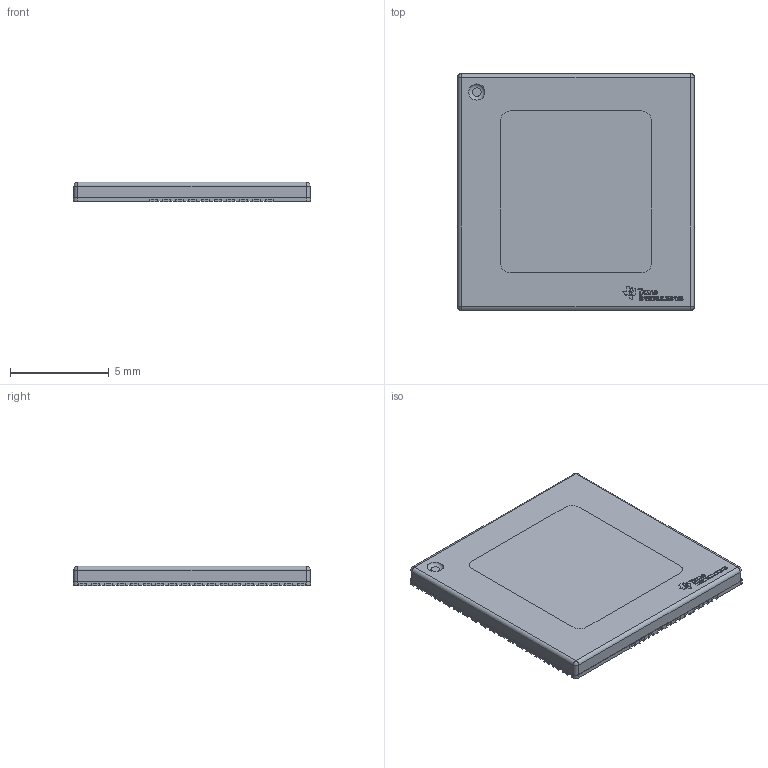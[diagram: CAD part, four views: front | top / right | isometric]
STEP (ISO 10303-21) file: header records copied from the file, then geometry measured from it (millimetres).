
FILE_DESCRIPTION(/* description */ (''),/* implementation_level */ '2;1');
FILE_NAME(/* name */ '1.stp',/* time_stamp */ '2020-06-22T19:02:01+02:00',/* author */ ('k'),/* organization */ (''),/* preprocessor_version */ 'ST-DEVELOPER v15.6',/* originating_system */ 'Autodesk Inventor 2015',/* authorisation */ '');
FILE_SCHEMA (('AUTOMOTIVE_DESIGN { 1 0 10303 214 3 1 1 }'));
Length unit declared in the file: millimetre
Products named in the file (6): 1; 2; 3; 4; Texas Logo Yury
Bounding box: 12 x 12 x 1 mm (x, y, z)
Volume: 139.3 mm3; surface area: 840.8 mm2
Topology: 73 solids, 73 shells, 1249 faces, 3292 edges, 2191 vertices
Faces by surface type: plane 1056, bspline 166, cylinder 22, sphere 4, torus 1
Entity records: 39346 total; most frequent: CARTESIAN_POINT 9402, ORIENTED_EDGE 6580, DIRECTION 5192, EDGE_CURVE 3290, LINE 2912, VECTOR 2912, VERTEX_POINT 2190, EDGE_LOOP 1256
